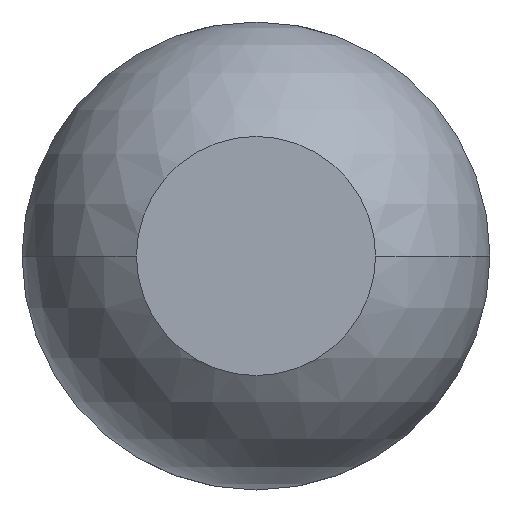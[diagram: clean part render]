
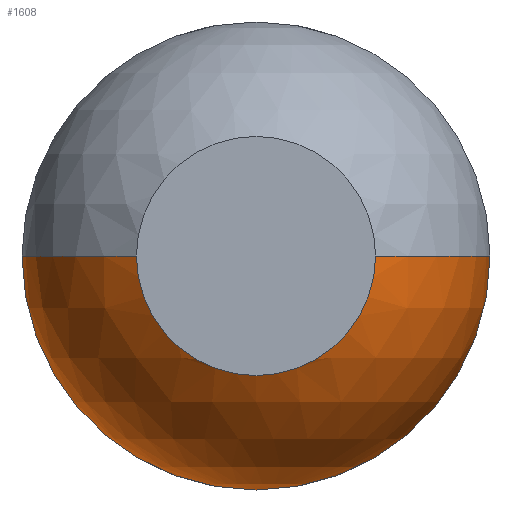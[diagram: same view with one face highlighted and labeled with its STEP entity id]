
A CAD part, front view. The second image highlights one B-rep face of the part: STEP entity #1608.
In plain terms, the highlighted spherical face has radius 0.685 mm.
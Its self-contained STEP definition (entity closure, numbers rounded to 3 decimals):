
#24 = DIRECTION ( 'NONE',  ( 0., 0., -1. ) ) ;
#55 = AXIS2_PLACEMENT_3D ( 'NONE', #2520, #872, #3184 ) ;
#80 = VERTEX_POINT ( 'NONE', #1283 ) ;
#163 = DIRECTION ( 'NONE',  ( 0., -1., 0. ) ) ;
#170 = AXIS2_PLACEMENT_3D ( 'NONE', #2365, #666, #2962 ) ;
#187 = ORIENTED_EDGE ( 'NONE', *, *, #2895, .F. ) ;
#330 = VERTEX_POINT ( 'NONE', #758 ) ;
#569 = SPHERICAL_SURFACE ( 'NONE', #2029, 0.685 ) ;
#604 = DIRECTION ( 'NONE',  ( 0., 0., -1. ) ) ;
#666 = DIRECTION ( 'NONE',  ( 0., 1., 0. ) ) ;
#758 = CARTESIAN_POINT ( 'NONE',  ( -0.685, -29.411, 0. ) ) ;
#772 = VERTEX_POINT ( 'NONE', #2252 ) ;
#853 = CARTESIAN_POINT ( 'NONE',  ( 0., -30., 0. ) ) ;
#872 = DIRECTION ( 'NONE',  ( 0., 0., 1. ) ) ;
#880 = CARTESIAN_POINT ( 'NONE',  ( 0., -29.411, 0. ) ) ;
#910 = CARTESIAN_POINT ( 'NONE',  ( 0., -29.411, -0.685 ) ) ;
#999 = FACE_OUTER_BOUND ( 'NONE', #4151, .T. ) ;
#1046 = ORIENTED_EDGE ( 'NONE', *, *, #1075, .F. ) ;
#1075 = EDGE_CURVE ( 'Defeature ausgef�hrt1_5+Defeature ausgef�hrt1_4+Defeature ausgef�hrt1_4+Defeature ausgef�hrt1_4', #3989, #1158, #3534, .T. ) ;
#1158 = VERTEX_POINT ( 'NONE', #910 ) ;
#1283 = CARTESIAN_POINT ( 'NONE',  ( 0., -30., -0.35 ) ) ;
#1340 = DIRECTION ( 'NONE',  ( 1., 0., 0. ) ) ;
#1558 = ORIENTED_EDGE ( 'NONE', *, *, #1634, .F. ) ;
#1608 = ADVANCED_FACE ( 'Defeature ausgef�hrt1_4', ( #999 ), #569, .T. ) ;
#1620 = CIRCLE ( 'NONE', #55, 0.685 ) ;
#1634 = EDGE_CURVE ( 'Defeature ausgef�hrt1_5+Defeature ausgef�hrt1_4+Defeature ausgef�hrt1_4+Defeature ausgef�hrt1_4', #1158, #330, #3526, .T. ) ;
#1876 = DIRECTION ( 'NONE',  ( 0., -1., 0. ) ) ;
#1988 = CARTESIAN_POINT ( 'NONE',  ( 0., -29.411, 0. ) ) ;
#2029 = AXIS2_PLACEMENT_3D ( 'NONE', #1988, #24, #1340 ) ;
#2124 = CIRCLE ( 'NONE', #3704, 0.35 ) ;
#2239 = AXIS2_PLACEMENT_3D ( 'NONE', #3614, #3286, #3990 ) ;
#2252 = CARTESIAN_POINT ( 'NONE',  ( -0.35, -30., 0. ) ) ;
#2365 = CARTESIAN_POINT ( 'NONE',  ( 0., -29.411, 0. ) ) ;
#2455 = EDGE_CURVE ( 'Defeature ausgef�hrt1_10+Defeature ausgef�hrt1_4+Defeature ausgef�hrt1_4+Defeature ausgef�hrt1_4', #80, #3718, #2124, .T. ) ;
#2507 = EDGE_CURVE ( 'NONE', #772, #330, #2683, .T. ) ;
#2520 = CARTESIAN_POINT ( 'NONE',  ( 0., -29.411, 0. ) ) ;
#2683 = CIRCLE ( 'NONE', #2239, 0.685 ) ;
#2895 = EDGE_CURVE ( 'NONE', #3718, #3989, #1620, .T. ) ;
#2954 = AXIS2_PLACEMENT_3D ( 'NONE', #853, #163, #3873 ) ;
#2962 = DIRECTION ( 'NONE',  ( 0., 0., 1. ) ) ;
#2991 = ORIENTED_EDGE ( 'NONE', *, *, #3278, .F. ) ;
#3121 = CARTESIAN_POINT ( 'NONE',  ( 0.35, -30., 0. ) ) ;
#3140 = ORIENTED_EDGE ( 'NONE', *, *, #2507, .T. ) ;
#3184 = DIRECTION ( 'NONE',  ( 1., 0., 0. ) ) ;
#3188 = DIRECTION ( 'NONE',  ( 0., 1., 0. ) ) ;
#3278 = EDGE_CURVE ( 'Defeature ausgef�hrt1_10+Defeature ausgef�hrt1_4+Defeature ausgef�hrt1_4+Defeature ausgef�hrt1_4', #772, #80, #3579, .T. ) ;
#3286 = DIRECTION ( 'NONE',  ( 0., 0., -1. ) ) ;
#3417 = AXIS2_PLACEMENT_3D ( 'NONE', #880, #3188, #4174 ) ;
#3526 = CIRCLE ( 'NONE', #170, 0.685 ) ;
#3528 = CARTESIAN_POINT ( 'NONE',  ( 0., -30., 0. ) ) ;
#3534 = CIRCLE ( 'NONE', #3417, 0.685 ) ;
#3559 = ORIENTED_EDGE ( 'NONE', *, *, #2455, .F. ) ;
#3579 = CIRCLE ( 'NONE', #2954, 0.35 ) ;
#3614 = CARTESIAN_POINT ( 'NONE',  ( 0., -29.411, 0. ) ) ;
#3704 = AXIS2_PLACEMENT_3D ( 'NONE', #3528, #1876, #604 ) ;
#3718 = VERTEX_POINT ( 'NONE', #3121 ) ;
#3873 = DIRECTION ( 'NONE',  ( 0., 0., -1. ) ) ;
#3989 = VERTEX_POINT ( 'NONE', #4061 ) ;
#3990 = DIRECTION ( 'NONE',  ( -1., 0., 0. ) ) ;
#4061 = CARTESIAN_POINT ( 'NONE',  ( 0.685, -29.411, 0. ) ) ;
#4151 = EDGE_LOOP ( 'NONE', ( #2991, #3140, #1558, #1046, #187, #3559 ) ) ;
#4174 = DIRECTION ( 'NONE',  ( 0., 0., 1. ) ) ;
